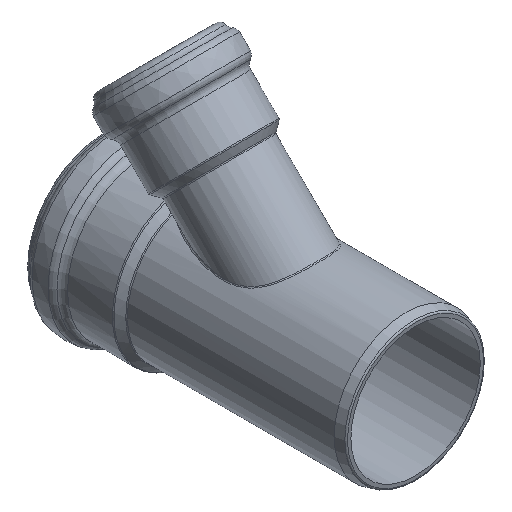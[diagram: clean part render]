
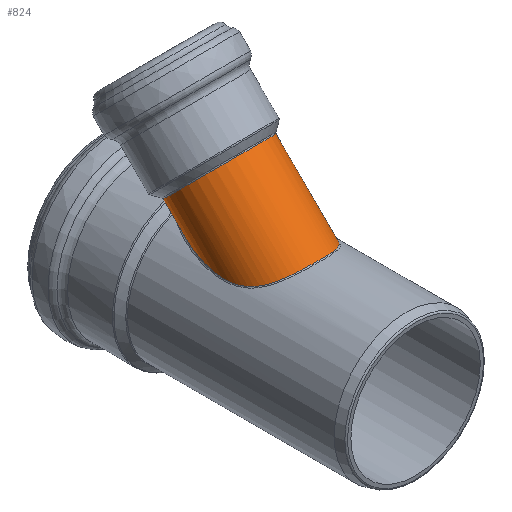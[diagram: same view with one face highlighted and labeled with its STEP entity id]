
A CAD part, isometric view. The second image highlights one B-rep face of the part: STEP entity #824.
In plain terms, the highlighted cylindrical face has radius 29 mm (diameter 58 mm), a partial arc.
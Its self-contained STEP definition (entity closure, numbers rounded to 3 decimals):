
#66=CYLINDRICAL_SURFACE('',#912,29.);
#87=B_SPLINE_CURVE_WITH_KNOTS('',3,(#1547,#1548,#1549,#1550,#1551,#1552,
#1553,#1554,#1555,#1556,#1557,#1558,#1559,#1560,#1561,#1562,#1563,#1564,
#1565,#1566,#1567,#1568,#1569,#1570,#1571),.UNSPECIFIED.,.F.,.F.,(4,1,1,
1,1,1,1,1,1,1,1,1,1,1,1,1,1,1,1,1,1,1,4),(1.039,1.743,
2.447,3.855,4.794,5.733,6.672,
7.611,8.55,9.489,9.958,10.428,
11.367,12.305,13.244,14.183,15.122,
15.591,16.061,17.939,19.347,20.051,
20.755),.UNSPECIFIED.);
#89=B_SPLINE_CURVE_WITH_KNOTS('',3,(#1610,#1611,#1612,#1613),
 .UNSPECIFIED.,.F.,.F.,(4,4),(23.493,23.5),
 .UNSPECIFIED.);
#91=B_SPLINE_CURVE_WITH_KNOTS('',3,(#1657,#1658,#1659,#1660,#1661),
 .UNSPECIFIED.,.F.,.F.,(4,1,4),(0.,0.091,0.182),
 .UNSPECIFIED.);
#93=B_SPLINE_CURVE_WITH_KNOTS('',3,(#1694,#1695,#1696,#1697),
 .UNSPECIFIED.,.F.,.F.,(4,4),(-15.511,-14.973),
 .UNSPECIFIED.);
#94=B_SPLINE_CURVE_WITH_KNOTS('',3,(#1732,#1733,#1734,#1735),
 .UNSPECIFIED.,.F.,.F.,(4,4),(23.5,23.508),
 .UNSPECIFIED.);
#97=B_SPLINE_CURVE_WITH_KNOTS('',3,(#1783,#1784,#1785,#1786,#1787),
 .UNSPECIFIED.,.F.,.F.,(4,1,4),(0.,0.091,0.182),
 .UNSPECIFIED.);
#98=B_SPLINE_CURVE_WITH_KNOTS('',3,(#1816,#1817,#1818,#1819),
 .UNSPECIFIED.,.F.,.F.,(4,4),(-0.537,0.),.UNSPECIFIED.);
#175=FACE_OUTER_BOUND('',#245,.T.);
#245=EDGE_LOOP('',(#678,#679,#680,#681,#682,#683,#684,#685));
#354=CIRCLE('',#897,29.);
#411=VERTEX_POINT('',#1269);
#415=VERTEX_POINT('',#1277);
#417=VERTEX_POINT('',#1573);
#420=VERTEX_POINT('',#1603);
#422=VERTEX_POINT('',#1649);
#426=VERTEX_POINT('',#1702);
#428=VERTEX_POINT('',#1730);
#430=VERTEX_POINT('',#1781);
#497=EDGE_CURVE('',#411,#415,#87,.T.);
#503=EDGE_CURVE('',#417,#420,#89,.T.);
#506=EDGE_CURVE('',#420,#422,#91,.T.);
#508=EDGE_CURVE('',#422,#411,#93,.T.);
#513=EDGE_CURVE('',#428,#426,#94,.T.);
#517=EDGE_CURVE('',#430,#428,#97,.T.);
#518=EDGE_CURVE('',#415,#430,#98,.T.);
#521=EDGE_CURVE('',#426,#417,#354,.T.);
#678=ORIENTED_EDGE('',*,*,#513,.F.);
#679=ORIENTED_EDGE('',*,*,#517,.F.);
#680=ORIENTED_EDGE('',*,*,#518,.F.);
#681=ORIENTED_EDGE('',*,*,#497,.F.);
#682=ORIENTED_EDGE('',*,*,#508,.F.);
#683=ORIENTED_EDGE('',*,*,#506,.F.);
#684=ORIENTED_EDGE('',*,*,#503,.F.);
#685=ORIENTED_EDGE('',*,*,#521,.F.);
#824=ADVANCED_FACE('',(#175),#66,.T.);
#897=AXIS2_PLACEMENT_3D('',#1826,#1055,#1056);
#912=AXIS2_PLACEMENT_3D('',#2111,#1085,#1086);
#1055=DIRECTION('center_axis',(0.,0.707,0.707));
#1056=DIRECTION('ref_axis',(0.,-0.707,0.707));
#1085=DIRECTION('center_axis',(0.,0.707,0.707));
#1086=DIRECTION('ref_axis',(0.,-0.707,0.707));
#1269=CARTESIAN_POINT('',(15.575,135.491,43.896));
#1277=CARTESIAN_POINT('',(-15.575,135.491,43.896));
#1547=CARTESIAN_POINT('Ctrl Pts',(15.575,135.491,43.896));
#1548=CARTESIAN_POINT('Ctrl Pts',(16.942,133.713,43.349));
#1549=CARTESIAN_POINT('Ctrl Pts',(19.379,129.935,42.211));
#1550=CARTESIAN_POINT('Ctrl Pts',(23.319,121.858,39.935));
#1551=CARTESIAN_POINT('Ctrl Pts',(26.387,112.522,37.634));
#1552=CARTESIAN_POINT('Ctrl Pts',(28.443,102.047,35.792));
#1553=CARTESIAN_POINT('Ctrl Pts',(29.218,92.832,34.954));
#1554=CARTESIAN_POINT('Ctrl Pts',(28.655,83.576,35.295));
#1555=CARTESIAN_POINT('Ctrl Pts',(26.012,74.901,37.328));
#1556=CARTESIAN_POINT('Ctrl Pts',(20.752,68.039,40.632));
#1557=CARTESIAN_POINT('Ctrl Pts',(14.57,64.318,43.23));
#1558=CARTESIAN_POINT('Ctrl Pts',(8.965,62.481,44.66));
#1559=CARTESIAN_POINT('Ctrl Pts',(3.063,61.39,45.568));
#1560=CARTESIAN_POINT('Ctrl Pts',(-4.594,61.389,45.567));
#1561=CARTESIAN_POINT('Ctrl Pts',(-13.334,63.574,43.752));
#1562=CARTESIAN_POINT('Ctrl Pts',(-20.753,68.038,40.631));
#1563=CARTESIAN_POINT('Ctrl Pts',(-26.012,74.902,37.328));
#1564=CARTESIAN_POINT('Ctrl Pts',(-28.213,82.13,35.637));
#1565=CARTESIAN_POINT('Ctrl Pts',(-28.937,88.205,35.125));
#1566=CARTESIAN_POINT('Ctrl Pts',(-29.151,97.459,35.085));
#1567=CARTESIAN_POINT('Ctrl Pts',(-27.307,109.665,36.941));
#1568=CARTESIAN_POINT('Ctrl Pts',(-23.327,121.853,39.93));
#1569=CARTESIAN_POINT('Ctrl Pts',(-19.376,129.937,42.212));
#1570=CARTESIAN_POINT('Ctrl Pts',(-16.942,133.713,43.349));
#1571=CARTESIAN_POINT('Ctrl Pts',(-15.575,135.491,43.896));
#1573=CARTESIAN_POINT('',(15.076,140.671,48.636));
#1603=CARTESIAN_POINT('',(15.123,140.613,48.619));
#1610=CARTESIAN_POINT('Ctrl Pts',(15.076,140.671,48.636));
#1611=CARTESIAN_POINT('Ctrl Pts',(15.092,140.651,48.63));
#1612=CARTESIAN_POINT('Ctrl Pts',(15.107,140.632,48.624));
#1613=CARTESIAN_POINT('Ctrl Pts',(15.123,140.613,48.619));
#1649=CARTESIAN_POINT('',(15.752,139.208,47.773));
#1657=CARTESIAN_POINT('Ctrl Pts',(15.123,140.613,48.619));
#1658=CARTESIAN_POINT('Ctrl Pts',(15.308,140.388,48.554));
#1659=CARTESIAN_POINT('Ctrl Pts',(15.628,139.907,48.358));
#1660=CARTESIAN_POINT('Ctrl Pts',(15.761,139.418,47.992));
#1661=CARTESIAN_POINT('Ctrl Pts',(15.752,139.208,47.773));
#1694=CARTESIAN_POINT('Ctrl Pts',(15.752,139.208,47.773));
#1695=CARTESIAN_POINT('Ctrl Pts',(15.697,137.968,46.482));
#1696=CARTESIAN_POINT('Ctrl Pts',(15.638,136.728,45.19));
#1697=CARTESIAN_POINT('Ctrl Pts',(15.575,135.491,43.896));
#1702=CARTESIAN_POINT('',(-15.076,140.671,48.636));
#1730=CARTESIAN_POINT('',(-15.123,140.613,48.619));
#1732=CARTESIAN_POINT('Ctrl Pts',(-15.123,140.613,48.619));
#1733=CARTESIAN_POINT('Ctrl Pts',(-15.107,140.632,48.624));
#1734=CARTESIAN_POINT('Ctrl Pts',(-15.092,140.651,48.63));
#1735=CARTESIAN_POINT('Ctrl Pts',(-15.076,140.671,48.636));
#1781=CARTESIAN_POINT('',(-15.752,139.208,47.773));
#1783=CARTESIAN_POINT('Ctrl Pts',(-15.752,139.208,47.773));
#1784=CARTESIAN_POINT('Ctrl Pts',(-15.761,139.418,47.992));
#1785=CARTESIAN_POINT('Ctrl Pts',(-15.628,139.907,48.358));
#1786=CARTESIAN_POINT('Ctrl Pts',(-15.308,140.388,48.554));
#1787=CARTESIAN_POINT('Ctrl Pts',(-15.123,140.613,48.619));
#1816=CARTESIAN_POINT('Ctrl Pts',(-15.575,135.491,43.896));
#1817=CARTESIAN_POINT('Ctrl Pts',(-15.638,136.728,45.19));
#1818=CARTESIAN_POINT('Ctrl Pts',(-15.697,137.968,46.482));
#1819=CARTESIAN_POINT('Ctrl Pts',(-15.752,139.208,47.773));
#1826=CARTESIAN_POINT('Origin',(0.,123.153,66.153));
#2111=CARTESIAN_POINT('Origin',(0.,90.223,33.223));
